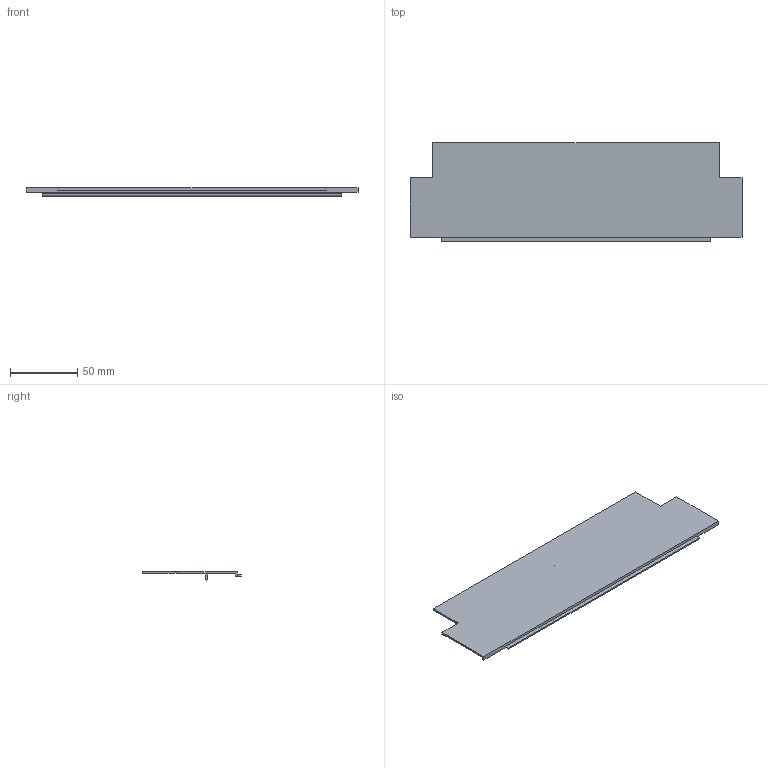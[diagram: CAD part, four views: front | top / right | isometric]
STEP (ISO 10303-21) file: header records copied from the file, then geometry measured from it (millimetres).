
FILE_DESCRIPTION(('STEP AP214'),'1');
FILE_NAME('cctmp_043C2F91-9CF3-4609-AE25-82B22CD0681B_2023_07_22_16_04_04_0101..stp','2023-07-22T14:04:04',('SIEMENS A&D'),('CADClick - www.CADClick.com'),'Spatial InterOp 3D postprocessed',' ','unknown authorization');
FILE_SCHEMA(('AUTOMOTIVE_DESIGN'));
Length unit declared in the file: millimetre
Products named in the file (1): 2023_07_22_16_04_04_0096
Bounding box: 246 x 73 x 6.1 mm (x, y, z)
Volume: 27580.3 mm3; surface area: 37856.3 mm2
Topology: 1 solids, 1 shells, 29 faces, 78 edges, 52 vertices
Faces by surface type: plane 27, cylinder 2
Entity records: 1007 total; most frequent: CARTESIAN_POINT 160, ORIENTED_EDGE 156, DIRECTION 142, EDGE_CURVE 78, LINE 74, VECTOR 74, VERTEX_POINT 52, AXIS2_PLACEMENT_3D 34
